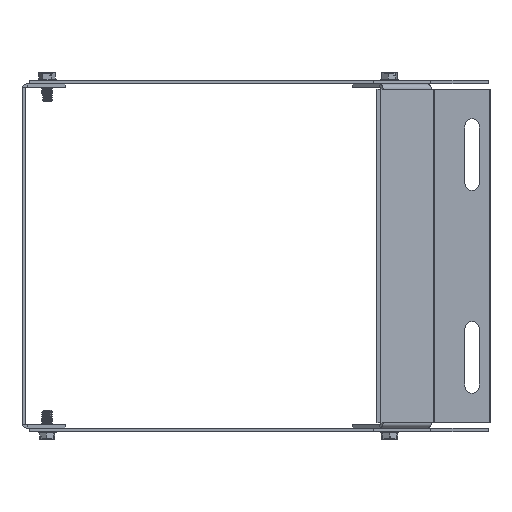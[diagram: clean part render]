
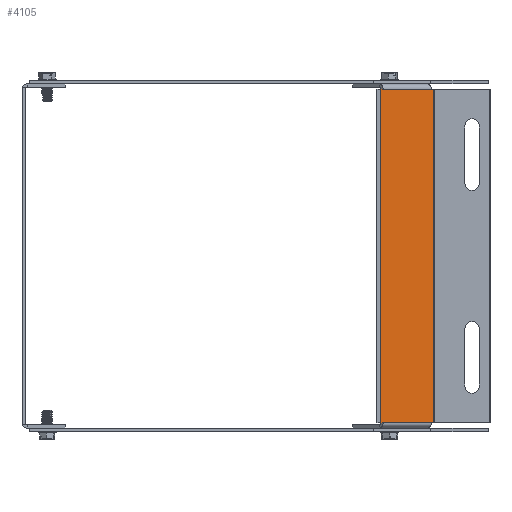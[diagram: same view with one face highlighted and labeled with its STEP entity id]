
A CAD part, left-side view. The second image highlights one B-rep face of the part: STEP entity #4105.
In plain terms, the highlighted face is planar.
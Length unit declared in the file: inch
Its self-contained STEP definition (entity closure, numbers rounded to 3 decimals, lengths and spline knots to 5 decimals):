
#305=PLANE('',#4432);
#485=FACE_OUTER_BOUND('',#764,.T.);
#764=EDGE_LOOP('',(#3348,#3349,#3350,#3351,#3352,#3353,#3354,#3355,#3356,
#3357,#3358,#3359));
#1147=LINE('',#6444,#1505);
#1163=LINE('',#6485,#1521);
#1164=LINE('',#6488,#1522);
#1165=LINE('',#6490,#1523);
#1166=LINE('',#6492,#1524);
#1167=LINE('',#6494,#1525);
#1168=LINE('',#6495,#1526);
#1169=LINE('',#6497,#1527);
#1170=LINE('',#6499,#1528);
#1171=LINE('',#6501,#1529);
#1172=LINE('',#6503,#1530);
#1173=LINE('',#6504,#1531);
#1505=VECTOR('',#5271,5.8131);
#1521=VECTOR('',#5313,5.8131);
#1522=VECTOR('',#5316,0.05512);
#1523=VECTOR('',#5317,0.0002);
#1524=VECTOR('',#5318,1.1875);
#1525=VECTOR('',#5319,0.0002);
#1526=VECTOR('',#5320,0.05512);
#1527=VECTOR('',#5321,0.05512);
#1528=VECTOR('',#5322,0.0002);
#1529=VECTOR('',#5323,1.1875);
#1530=VECTOR('',#5324,0.0002);
#1531=VECTOR('',#5325,0.05512);
#1987=VERTEX_POINT('',#6429);
#1988=VERTEX_POINT('',#6433);
#1999=VERTEX_POINT('',#6470);
#2000=VERTEX_POINT('',#6474);
#2002=VERTEX_POINT('',#6487);
#2003=VERTEX_POINT('',#6489);
#2004=VERTEX_POINT('',#6491);
#2005=VERTEX_POINT('',#6493);
#2006=VERTEX_POINT('',#6496);
#2007=VERTEX_POINT('',#6498);
#2008=VERTEX_POINT('',#6500);
#2009=VERTEX_POINT('',#6502);
#2455=EDGE_CURVE('',#1987,#1988,#1147,.T.);
#2475=EDGE_CURVE('',#1999,#2000,#1163,.T.);
#2476=EDGE_CURVE('',#1988,#2002,#1164,.T.);
#2477=EDGE_CURVE('',#2002,#2003,#1165,.T.);
#2478=EDGE_CURVE('',#2003,#2004,#1166,.T.);
#2479=EDGE_CURVE('',#2004,#2005,#1167,.T.);
#2480=EDGE_CURVE('',#2005,#1999,#1168,.T.);
#2481=EDGE_CURVE('',#2000,#2006,#1169,.T.);
#2482=EDGE_CURVE('',#2006,#2007,#1170,.T.);
#2483=EDGE_CURVE('',#2007,#2008,#1171,.T.);
#2484=EDGE_CURVE('',#2008,#2009,#1172,.T.);
#2485=EDGE_CURVE('',#2009,#1987,#1173,.T.);
#3348=ORIENTED_EDGE('',*,*,#2455,.T.);
#3349=ORIENTED_EDGE('',*,*,#2476,.T.);
#3350=ORIENTED_EDGE('',*,*,#2477,.T.);
#3351=ORIENTED_EDGE('',*,*,#2478,.T.);
#3352=ORIENTED_EDGE('',*,*,#2479,.T.);
#3353=ORIENTED_EDGE('',*,*,#2480,.T.);
#3354=ORIENTED_EDGE('',*,*,#2475,.T.);
#3355=ORIENTED_EDGE('',*,*,#2481,.T.);
#3356=ORIENTED_EDGE('',*,*,#2482,.T.);
#3357=ORIENTED_EDGE('',*,*,#2483,.T.);
#3358=ORIENTED_EDGE('',*,*,#2484,.T.);
#3359=ORIENTED_EDGE('',*,*,#2485,.T.);
#4105=ADVANCED_FACE('',(#485),#305,.T.);
#4432=AXIS2_PLACEMENT_3D('',#6486,#5314,#5315);
#5271=DIRECTION('',(0.,-1.,0.));
#5313=DIRECTION('',(0.,1.,0.));
#5314=DIRECTION('center_axis',(0.,0.,1.));
#5315=DIRECTION('ref_axis',(1.,0.,0.));
#5316=DIRECTION('',(1.,0.,0.));
#5317=DIRECTION('',(0.,-1.,0.));
#5318=DIRECTION('',(1.,0.,0.));
#5319=DIRECTION('',(0.,1.,0.));
#5320=DIRECTION('',(1.,0.,0.));
#5321=DIRECTION('',(-1.,0.,0.));
#5322=DIRECTION('',(0.,1.,0.));
#5323=DIRECTION('',(-1.,0.,0.));
#5324=DIRECTION('',(0.,-1.,0.));
#5325=DIRECTION('',(-1.,0.,0.));
#6429=CARTESIAN_POINT('',(-0.64887,2.90655,0.062));
#6433=CARTESIAN_POINT('',(-0.64887,-2.90655,0.062));
#6444=CARTESIAN_POINT('',(-0.64887,-1.45328,0.062));
#6470=CARTESIAN_POINT('',(0.64887,-2.90655,0.062));
#6474=CARTESIAN_POINT('',(0.64887,2.90655,0.062));
#6485=CARTESIAN_POINT('',(0.64887,1.45328,0.062));
#6486=CARTESIAN_POINT('Origin',(0.,0.,
0.062));
#6487=CARTESIAN_POINT('',(-0.59375,-2.90655,0.062));
#6488=CARTESIAN_POINT('',(-0.34375,-2.90655,0.062));
#6489=CARTESIAN_POINT('',(-0.59375,-2.90675,0.062));
#6490=CARTESIAN_POINT('',(-0.59375,-1.45328,0.062));
#6491=CARTESIAN_POINT('',(0.59375,-2.90675,0.062));
#6492=CARTESIAN_POINT('',(-0.34375,-2.90675,0.062));
#6493=CARTESIAN_POINT('',(0.59375,-2.90655,0.062));
#6494=CARTESIAN_POINT('',(0.59375,-1.469,0.062));
#6495=CARTESIAN_POINT('',(0.29688,-2.90655,0.062));
#6496=CARTESIAN_POINT('',(0.59375,2.90655,0.062));
#6497=CARTESIAN_POINT('',(0.34375,2.90655,0.062));
#6498=CARTESIAN_POINT('',(0.59375,2.90675,0.062));
#6499=CARTESIAN_POINT('',(0.59375,1.45328,0.062));
#6500=CARTESIAN_POINT('',(-0.59375,2.90675,0.062));
#6501=CARTESIAN_POINT('',(0.34375,2.90675,0.062));
#6502=CARTESIAN_POINT('',(-0.59375,2.90655,0.062));
#6503=CARTESIAN_POINT('',(-0.59375,1.469,0.062));
#6504=CARTESIAN_POINT('',(-0.29688,2.90655,0.062));
